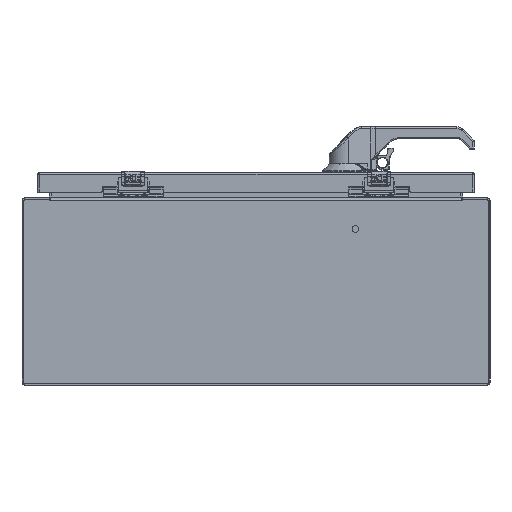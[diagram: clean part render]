
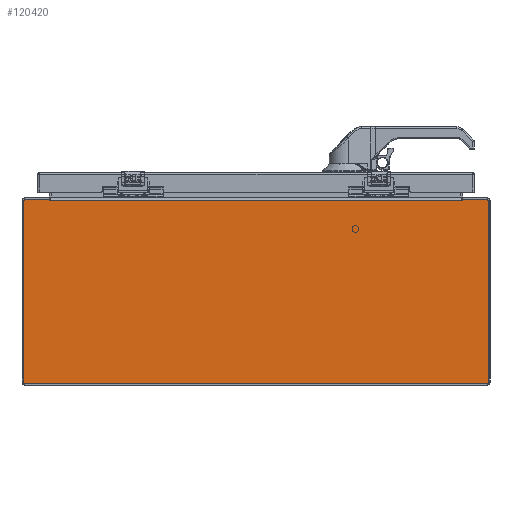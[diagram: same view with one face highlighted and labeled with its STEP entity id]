
A CAD part, left-side view. The second image highlights one B-rep face of the part: STEP entity #120420.
In plain terms, the highlighted planar face has unit normal (-1, 0, 0).
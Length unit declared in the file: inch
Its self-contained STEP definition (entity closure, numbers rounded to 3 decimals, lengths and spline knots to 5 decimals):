
#2271 = ORIENTED_EDGE ( 'NONE', *, *, #197110, .T. ) ;
#2781 = VECTOR ( 'NONE', #17518, 39.37008 ) ;
#6741 = ORIENTED_EDGE ( 'NONE', *, *, #81661, .T. ) ;
#7050 = CARTESIAN_POINT ( 'NONE',  ( -21.375, 18.76012, 0.08 ) ) ;
#9359 = VERTEX_POINT ( 'NONE', #50995 ) ;
#12392 = CARTESIAN_POINT ( 'NONE',  ( -21.375, 9.937, -7.794 ) ) ;
#13348 = VECTOR ( 'NONE', #147797, 39.37008 ) ;
#14384 = VECTOR ( 'NONE', #25730, 39.37008 ) ;
#17518 = DIRECTION ( 'NONE',  ( 0., -1., 0. ) ) ;
#18916 = DIRECTION ( 'NONE',  ( 0., 1., 0. ) ) ;
#21245 = VECTOR ( 'NONE', #122412, 39.37008 ) ;
#25239 = CARTESIAN_POINT ( 'NONE',  ( -21.375, 1.1234, 0.026 ) ) ;
#25730 = DIRECTION ( 'NONE',  ( 0., 1., 0. ) ) ;
#29424 = CIRCLE ( 'NONE', #190350, 0.08 ) ;
#29606 = CARTESIAN_POINT ( 'NONE',  ( -21.375, 1.11864, 0.053 ) ) ;
#29634 = CARTESIAN_POINT ( 'NONE',  ( -21.375, 0.08, 0. ) ) ;
#33703 = LINE ( 'NONE', #80080, #21245 ) ;
#33965 = LINE ( 'NONE', #156917, #121961 ) ;
#34002 = LINE ( 'NONE', #97448, #131866 ) ;
#38251 = VERTEX_POINT ( 'NONE', #7050 ) ;
#40906 = DIRECTION ( 'NONE',  ( 0., 0., -1. ) ) ;
#43522 = DIRECTION ( 'NONE',  ( 0., -1., 0. ) ) ;
#43679 = EDGE_CURVE ( 'NONE', #45472, #193434, #137100, .T. ) ;
#45472 = VERTEX_POINT ( 'NONE', #140426 ) ;
#46357 = ORIENTED_EDGE ( 'NONE', *, *, #108397, .F. ) ;
#47316 = CARTESIAN_POINT ( 'NONE',  ( -21.375, 1.139, 0.026 ) ) ;
#47850 = ORIENTED_EDGE ( 'NONE', *, *, #138493, .T. ) ;
#50995 = CARTESIAN_POINT ( 'NONE',  ( -21.375, 0.08, 0.08 ) ) ;
#51077 = DIRECTION ( 'NONE',  ( -1., 0., 0. ) ) ;
#53803 = EDGE_CURVE ( 'NONE', #126499, #196893, #81196, .T. ) ;
#56881 = VERTEX_POINT ( 'NONE', #131263 ) ;
#59814 = LINE ( 'NONE', #29606, #138344 ) ;
#61170 = CIRCLE ( 'NONE', #80494, 0.08 ) ;
#62208 = CARTESIAN_POINT ( 'NONE',  ( -21.375, 19.794, -7.794 ) ) ;
#65196 = DIRECTION ( 'NONE',  ( 0., 0., 1. ) ) ;
#67468 = EDGE_CURVE ( 'NONE', #9359, #186579, #33965, .T. ) ;
#68251 = EDGE_CURVE ( 'NONE', #38251, #88557, #34002, .T. ) ;
#68935 = ORIENTED_EDGE ( 'NONE', *, *, #189863, .T. ) ;
#73535 = CARTESIAN_POINT ( 'NONE',  ( -21.375, 19.874, -7.714 ) ) ;
#76653 = ORIENTED_EDGE ( 'NONE', *, *, #43679, .T. ) ;
#77104 = CARTESIAN_POINT ( 'NONE',  ( -21.375, 0.08, -7.794 ) ) ;
#80080 = CARTESIAN_POINT ( 'NONE',  ( -21.375, 1.13122, 0.026 ) ) ;
#80494 = AXIS2_PLACEMENT_3D ( 'NONE', #29634, #133437, #194931 ) ;
#80694 = CARTESIAN_POINT ( 'NONE',  ( -21.375, 0., 0. ) ) ;
#81196 = CIRCLE ( 'NONE', #193825, 0.08 ) ;
#81661 = EDGE_CURVE ( 'NONE', #186579, #110050, #59814, .T. ) ;
#83638 = LINE ( 'NONE', #175308, #2781 ) ;
#85607 = CARTESIAN_POINT ( 'NONE',  ( -21.375, 0.08, -7.714 ) ) ;
#88557 = VERTEX_POINT ( 'NONE', #195721 ) ;
#88695 = CARTESIAN_POINT ( 'NONE',  ( -21.375, 9.937, -3.857 ) ) ;
#90561 = VERTEX_POINT ( 'NONE', #47316 ) ;
#91901 = LINE ( 'NONE', #12392, #126401 ) ;
#92719 = CARTESIAN_POINT ( 'NONE',  ( -21.375, 19.874, 0. ) ) ;
#95135 = ORIENTED_EDGE ( 'NONE', *, *, #97709, .T. ) ;
#97448 = CARTESIAN_POINT ( 'NONE',  ( -21.375, 9.937, 0.08 ) ) ;
#97709 = EDGE_CURVE ( 'NONE', #90561, #56881, #176852, .T. ) ;
#98482 = CARTESIAN_POINT ( 'NONE',  ( -21.375, 19.794, 0. ) ) ;
#100254 = EDGE_CURVE ( 'NONE', #110050, #90561, #33703, .T. ) ;
#104922 = ORIENTED_EDGE ( 'NONE', *, *, #100254, .T. ) ;
#105114 = DIRECTION ( 'NONE',  ( 0., 0., 1. ) ) ;
#106158 = DIRECTION ( 'NONE',  ( 0., 0.174, -0.985 ) ) ;
#108397 = EDGE_CURVE ( 'NONE', #110390, #56881, #83638, .T. ) ;
#110050 = VERTEX_POINT ( 'NONE', #25239 ) ;
#110390 = VERTEX_POINT ( 'NONE', #190983 ) ;
#113829 = EDGE_CURVE ( 'NONE', #193434, #9359, #61170, .T. ) ;
#115468 = DIRECTION ( 'NONE',  ( -1., 0., 0. ) ) ;
#117456 = CARTESIAN_POINT ( 'NONE',  ( -21.375, 19.874, -3.857 ) ) ;
#117579 = EDGE_CURVE ( 'NONE', #38251, #110390, #179012, .T. ) ;
#119202 = CARTESIAN_POINT ( 'NONE',  ( -21.375, 19.794, -7.714 ) ) ;
#120420 = ADVANCED_FACE ( 'NONE', ( #134024 ), #131996, .T. ) ;
#121961 = VECTOR ( 'NONE', #18916, 39.37008 ) ;
#122412 = DIRECTION ( 'NONE',  ( 0., 1., 0. ) ) ;
#126401 = VECTOR ( 'NONE', #43522, 39.37008 ) ;
#126499 = VERTEX_POINT ( 'NONE', #73535 ) ;
#126725 = ORIENTED_EDGE ( 'NONE', *, *, #68251, .T. ) ;
#130641 = DIRECTION ( 'NONE',  ( 0., 0., 1. ) ) ;
#131263 = CARTESIAN_POINT ( 'NONE',  ( -21.375, 18.735, 0.026 ) ) ;
#131866 = VECTOR ( 'NONE', #158935, 39.37008 ) ;
#131996 = PLANE ( 'NONE',  #139272 ) ;
#133437 = DIRECTION ( 'NONE',  ( -1., 0., 0. ) ) ;
#133594 = LINE ( 'NONE', #117456, #133630 ) ;
#133630 = VECTOR ( 'NONE', #40906, 39.37008 ) ;
#134024 = FACE_OUTER_BOUND ( 'NONE', #160399, .T. ) ;
#137100 = LINE ( 'NONE', #198585, #141687 ) ;
#138344 = VECTOR ( 'NONE', #106158, 39.37008 ) ;
#138493 = EDGE_CURVE ( 'NONE', #196893, #147869, #91901, .T. ) ;
#139272 = AXIS2_PLACEMENT_3D ( 'NONE', #88695, #193494, #150162 ) ;
#140426 = CARTESIAN_POINT ( 'NONE',  ( -21.375, 0., -7.714 ) ) ;
#141687 = VECTOR ( 'NONE', #65196, 39.37008 ) ;
#144681 = CIRCLE ( 'NONE', #151152, 0.08 ) ;
#145062 = DIRECTION ( 'NONE',  ( 0., 0., 1. ) ) ;
#147057 = DIRECTION ( 'NONE',  ( -1., 0., 0. ) ) ;
#147797 = DIRECTION ( 'NONE',  ( 0., -0.174, -0.985 ) ) ;
#147869 = VERTEX_POINT ( 'NONE', #77104 ) ;
#148630 = CARTESIAN_POINT ( 'NONE',  ( -21.375, 9.937, 0.026 ) ) ;
#150162 = DIRECTION ( 'NONE',  ( 0., 0., 1. ) ) ;
#151152 = AXIS2_PLACEMENT_3D ( 'NONE', #98482, #51077, #130641 ) ;
#155614 = VERTEX_POINT ( 'NONE', #92719 ) ;
#156917 = CARTESIAN_POINT ( 'NONE',  ( -21.375, 9.937, 0.08 ) ) ;
#158027 = ORIENTED_EDGE ( 'NONE', *, *, #67468, .T. ) ;
#158935 = DIRECTION ( 'NONE',  ( 0., 1., 0. ) ) ;
#160399 = EDGE_LOOP ( 'NONE', ( #46357, #197067, #126725, #161069, #2271, #161065, #47850, #68935, #76653, #173738, #158027, #6741, #104922, #95135 ) ) ;
#161065 = ORIENTED_EDGE ( 'NONE', *, *, #53803, .T. ) ;
#161069 = ORIENTED_EDGE ( 'NONE', *, *, #171548, .T. ) ;
#171548 = EDGE_CURVE ( 'NONE', #88557, #155614, #144681, .T. ) ;
#173738 = ORIENTED_EDGE ( 'NONE', *, *, #113829, .T. ) ;
#175308 = CARTESIAN_POINT ( 'NONE',  ( -21.375, 18.74278, 0.026 ) ) ;
#176852 = LINE ( 'NONE', #148630, #14384 ) ;
#179012 = LINE ( 'NONE', #181974, #13348 ) ;
#181974 = CARTESIAN_POINT ( 'NONE',  ( -21.375, 18.75536, 0.053 ) ) ;
#182991 = CARTESIAN_POINT ( 'NONE',  ( -21.375, 1.11388, 0.08 ) ) ;
#186579 = VERTEX_POINT ( 'NONE', #182991 ) ;
#189863 = EDGE_CURVE ( 'NONE', #147869, #45472, #29424, .T. ) ;
#190350 = AXIS2_PLACEMENT_3D ( 'NONE', #85607, #147057, #145062 ) ;
#190983 = CARTESIAN_POINT ( 'NONE',  ( -21.375, 18.7506, 0.026 ) ) ;
#193434 = VERTEX_POINT ( 'NONE', #80694 ) ;
#193494 = DIRECTION ( 'NONE',  ( -1., 0., 0. ) ) ;
#193825 = AXIS2_PLACEMENT_3D ( 'NONE', #119202, #115468, #105114 ) ;
#194931 = DIRECTION ( 'NONE',  ( 0., 0., 1. ) ) ;
#195721 = CARTESIAN_POINT ( 'NONE',  ( -21.375, 19.794, 0.08 ) ) ;
#196893 = VERTEX_POINT ( 'NONE', #62208 ) ;
#197067 = ORIENTED_EDGE ( 'NONE', *, *, #117579, .F. ) ;
#197110 = EDGE_CURVE ( 'NONE', #155614, #126499, #133594, .T. ) ;
#198585 = CARTESIAN_POINT ( 'NONE',  ( -21.375, 0., -3.857 ) ) ;
